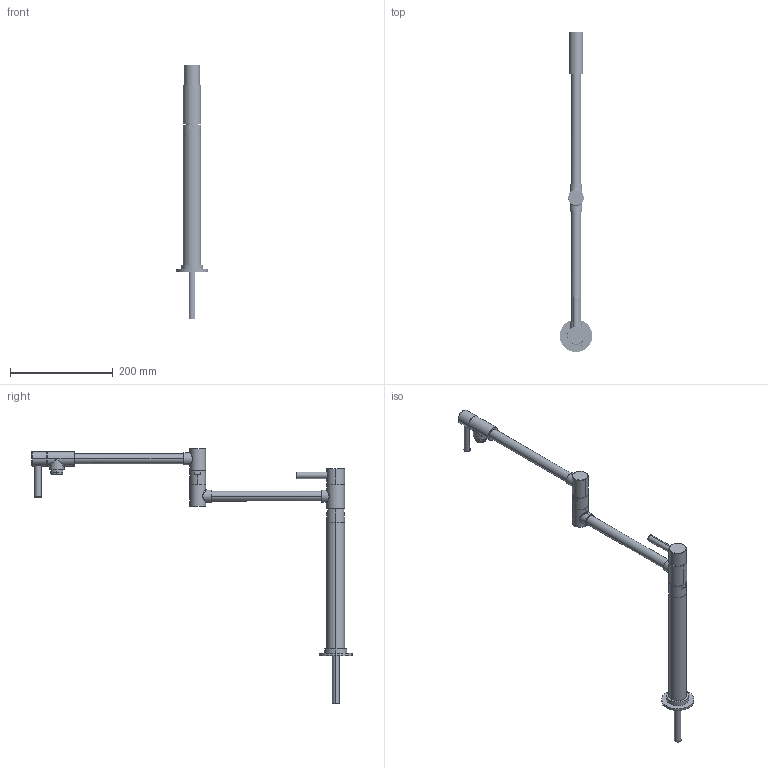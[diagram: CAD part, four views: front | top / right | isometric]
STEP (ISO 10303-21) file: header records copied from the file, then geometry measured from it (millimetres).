
FILE_DESCRIPTION((''),'2;1');
FILE_NAME('9486_ASM','2010-10-22T',('project'),(''),'PRO/ENGINEER BY PARAMETRIC TECHNOLOGY CORPORATION, 2009300','PRO/ENGINEER BY PARAMETRIC TECHNOLOGY CORPORATION, 2009300','');
FILE_SCHEMA(('CONFIG_CONTROL_DESIGN'));
Length unit declared in the file: inch
Products named in the file (33): 11328; 11329; 11294; 11306; 91424; 11297; 91423; 91079; 91383; 2-554_ASM; 11304; 11305; 11302; 10193; 11347; 91014; 2-563_ASM; 2-552_ASM; 11315_AF0; 11316_AF0; 91386_AF0; 2-557_AF0_ASM; 92229_AF0; 10013_AF0; 1-134; 11303; 11017; 92005; 2-547_ASM; 1-006; 11307; 2-548_ASM; 9486_ASM
Assembly tree (42 placements, depth 4):
  9486_ASM
    2-554_ASM
      11328
      11329
      11294
      11306
      91424
      11297
      91423
      91079  x2
      91383
    2-552_ASM
      11304
      11294
      91423
      11305
      91424
      11297
      91079  x2
      11302
      91383
      2-563_ASM
        10193
        11347
        91014
    11315_AF0
    2-557_AF0_ASM
      11316_AF0
      91386_AF0
    92229_AF0
    10013_AF0
    1-134
    2-547_ASM
      11303
      11017
      92005
    1-006
    2-548_ASM
      11307
      11017
      92005
Bounding box: 63.5 x 624.08 x 496.8 mm (x, y, z)
Volume: 498130.1 mm3; surface area: 283909.9 mm2
Topology: 35 solids, 69 shells, 2230 faces, 5816 edges, 3714 vertices
Faces by surface type: cylinder 944, plane 626, bspline 349, cone 219, torus 88, sphere 4
Entity records: 126748 total; most frequent: CARTESIAN_POINT 81946, ORIENTED_EDGE 9758, DIRECTION 8166, EDGE_CURVE 4977, VERTEX_POINT 3194, AXIS2_PLACEMENT_3D 3151, EDGE_LOOP 2068, FACE_OUTER_BOUND 1914
